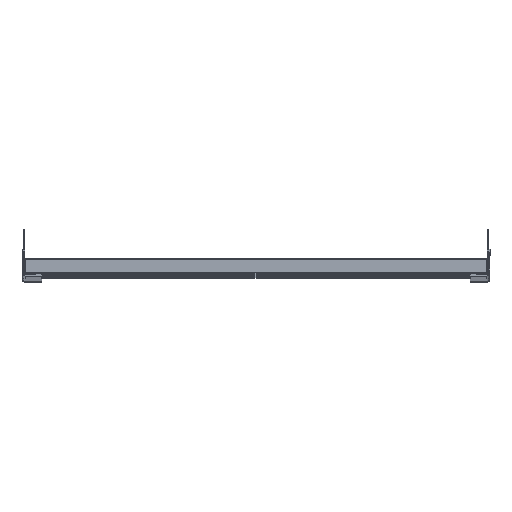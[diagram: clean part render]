
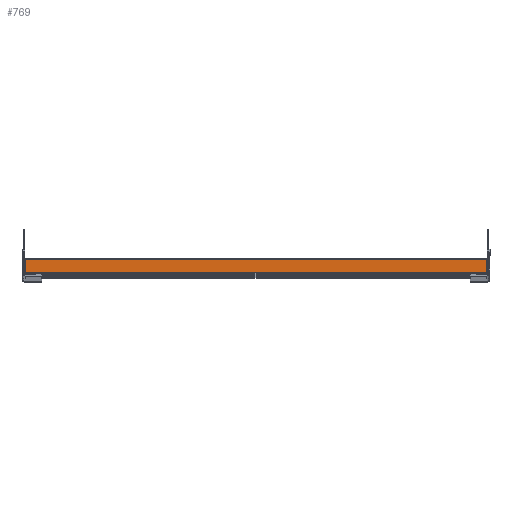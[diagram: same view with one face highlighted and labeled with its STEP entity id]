
A CAD part, top view. The second image highlights one B-rep face of the part: STEP entity #769.
In plain terms, the highlighted planar face has unit normal (0, 0, 1).
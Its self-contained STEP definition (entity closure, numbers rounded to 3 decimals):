
#299 = VERTEX_POINT ( 'NONE', #1179 ) ;
#769 = ADVANCED_FACE ( 'NONE', ( #10307 ), #7069, .T. ) ;
#1179 = CARTESIAN_POINT ( 'NONE',  ( -485.1, -18.709, 1377.21 ) ) ;
#1679 = EDGE_LOOP ( 'NONE', ( #10570, #10571, #10572, #10573, #10574, #10575, #10576, #10577 ) ) ;
#5893 = CARTESIAN_POINT ( 'NONE',  ( -17.3, -18.709, 1377.21 ) ) ;
#5894 = CARTESIAN_POINT ( 'NONE',  ( -478.3, -18.709, 1377.21 ) ) ;
#5896 = CARTESIAN_POINT ( 'NONE',  ( -496.3, -18.709, 1377.21 ) ) ;
#5897 = CARTESIAN_POINT ( 'NONE',  ( 0.7, -18.709, 1377.21 ) ) ;
#5900 = CARTESIAN_POINT ( 'NONE',  ( -10.5, -18.709, 1377.21 ) ) ;
#5908 = CARTESIAN_POINT ( 'NONE',  ( -496.3, -2.709, 1377.21 ) ) ;
#5910 = CARTESIAN_POINT ( 'NONE',  ( 0.7, -2.709, 1377.21 ) ) ;
#6174 = LINE ( 'NONE', #6503, #6189 ) ;
#6184 = LINE ( 'NONE', #6520, #6187 ) ;
#6186 = LINE ( 'NONE', #6509, #6197 ) ;
#6187 = VECTOR ( 'NONE', #6522, 1000. ) ;
#6188 = LINE ( 'NONE', #6524, #6191 ) ;
#6189 = VECTOR ( 'NONE', #6523, 1000. ) ;
#6190 = LINE ( 'NONE', #6526, #6193 ) ;
#6191 = VECTOR ( 'NONE', #6525, 1000. ) ;
#6193 = VECTOR ( 'NONE', #6527, 1000. ) ;
#6197 = VECTOR ( 'NONE', #6531, 1000. ) ;
#6214 = LINE ( 'NONE', #6550, #6217 ) ;
#6217 = VECTOR ( 'NONE', #6552, 1000. ) ;
#6234 = LINE ( 'NONE', #6570, #6237 ) ;
#6237 = VECTOR ( 'NONE', #6571, 1000. ) ;
#6503 = CARTESIAN_POINT ( 'NONE',  ( 0.7, -18.709, 1377.21 ) ) ;
#6509 = CARTESIAN_POINT ( 'NONE',  ( 0.7, -2.709, 1377.21 ) ) ;
#6520 = CARTESIAN_POINT ( 'NONE',  ( 0.7, -18.709, 1377.21 ) ) ;
#6522 = DIRECTION ( 'NONE',  ( 0., 1., 0. ) ) ;
#6523 = DIRECTION ( 'NONE',  ( 1., 0., 0. ) ) ;
#6524 = CARTESIAN_POINT ( 'NONE',  ( 0.7, -18.709, 1377.21 ) ) ;
#6525 = DIRECTION ( 'NONE',  ( 1., 0., 0. ) ) ;
#6526 = CARTESIAN_POINT ( 'NONE',  ( -496.3, -18.709, 1377.21 ) ) ;
#6527 = DIRECTION ( 'NONE',  ( 0., 1., 0. ) ) ;
#6531 = DIRECTION ( 'NONE',  ( -1., 0., 0. ) ) ;
#6550 = CARTESIAN_POINT ( 'NONE',  ( 0.7, -18.709, 1377.21 ) ) ;
#6552 = DIRECTION ( 'NONE',  ( -1., 0., 0. ) ) ;
#6570 = CARTESIAN_POINT ( 'NONE',  ( 0.7, -18.709, 1377.21 ) ) ;
#6571 = DIRECTION ( 'NONE',  ( -1., 0., 0. ) ) ;
#6722 = VERTEX_POINT ( 'NONE', #5893 ) ;
#6723 = VERTEX_POINT ( 'NONE', #5894 ) ;
#6725 = VERTEX_POINT ( 'NONE', #5896 ) ;
#6726 = VERTEX_POINT ( 'NONE', #5897 ) ;
#6729 = VERTEX_POINT ( 'NONE', #5900 ) ;
#6737 = VERTEX_POINT ( 'NONE', #5908 ) ;
#6739 = VERTEX_POINT ( 'NONE', #5910 ) ;
#7062 = CARTESIAN_POINT ( 'NONE',  ( 0.7, -18.709, 1377.21 ) ) ;
#7069 = PLANE ( 'NONE',  #9039 ) ;
#7071 = DIRECTION ( 'NONE',  ( 0., 0., 1. ) ) ;
#7072 = DIRECTION ( 'NONE',  ( 0., -1., 0. ) ) ;
#7805 = LINE ( 'NONE', #8246, #7808 ) ;
#7808 = VECTOR ( 'NONE', #8248, 1000. ) ;
#8246 = CARTESIAN_POINT ( 'NONE',  ( 0.7, -18.709, 1377.21 ) ) ;
#8248 = DIRECTION ( 'NONE',  ( -1., 0., 0. ) ) ;
#9039 = AXIS2_PLACEMENT_3D ( 'NONE', #7062, #7071, #7072 ) ;
#9270 = EDGE_CURVE ( 'NONE', #299, #6725, #7805, .T. ) ;
#9657 = EDGE_CURVE ( 'NONE', #6726, #6739, #6184, .T. ) ;
#9658 = EDGE_CURVE ( 'NONE', #6722, #6729, #6174, .T. ) ;
#9659 = EDGE_CURVE ( 'NONE', #299, #6723, #6188, .T. ) ;
#9660 = EDGE_CURVE ( 'NONE', #6725, #6737, #6190, .T. ) ;
#9662 = EDGE_CURVE ( 'NONE', #6739, #6737, #6186, .T. ) ;
#9672 = EDGE_CURVE ( 'NONE', #6722, #6723, #6214, .T. ) ;
#9682 = EDGE_CURVE ( 'NONE', #6726, #6729, #6234, .T. ) ;
#10307 = FACE_OUTER_BOUND ( 'NONE', #1679, .T. ) ;
#10570 = ORIENTED_EDGE ( 'NONE', *, *, #9660, .F. ) ;
#10571 = ORIENTED_EDGE ( 'NONE', *, *, #9270, .F. ) ;
#10572 = ORIENTED_EDGE ( 'NONE', *, *, #9659, .T. ) ;
#10573 = ORIENTED_EDGE ( 'NONE', *, *, #9672, .F. ) ;
#10574 = ORIENTED_EDGE ( 'NONE', *, *, #9658, .T. ) ;
#10575 = ORIENTED_EDGE ( 'NONE', *, *, #9682, .F. ) ;
#10576 = ORIENTED_EDGE ( 'NONE', *, *, #9657, .T. ) ;
#10577 = ORIENTED_EDGE ( 'NONE', *, *, #9662, .T. ) ;
